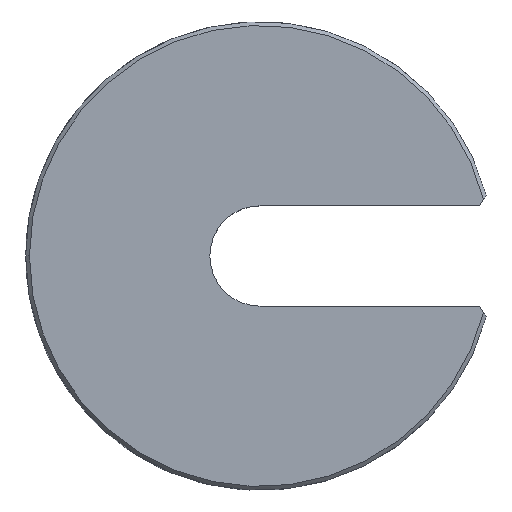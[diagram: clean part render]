
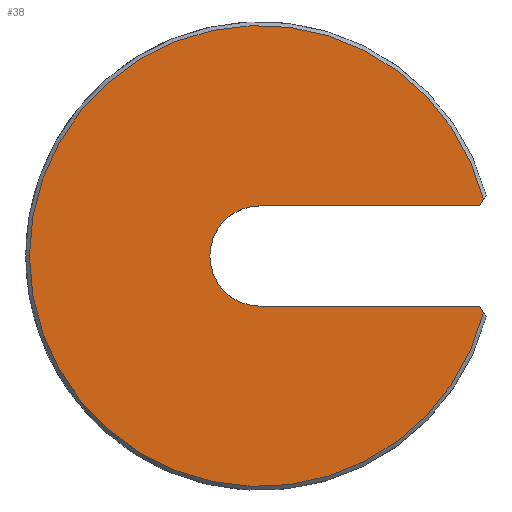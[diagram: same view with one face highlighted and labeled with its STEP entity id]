
A CAD part, top view. The second image highlights one B-rep face of the part: STEP entity #38.
In plain terms, the highlighted planar face has unit normal (0, 0, 1).
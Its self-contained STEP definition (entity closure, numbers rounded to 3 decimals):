
#3 = ORIENTED_EDGE ( 'NONE', *, *, #50, .T. ) ;
#24 = VERTEX_POINT ( 'NONE', #155 ) ;
#31 = EDGE_LOOP ( 'NONE', ( #40, #44, #43, #89, #3, #55, #54 ) ) ;
#38 = ADVANCED_FACE ( 'NONE', ( #206 ), #135, .T. ) ;
#39 = VERTEX_POINT ( 'NONE', #241 ) ;
#40 = ORIENTED_EDGE ( 'NONE', *, *, #42, .F. ) ;
#41 = EDGE_CURVE ( 'NONE', #80, #83, #124, .T. ) ;
#42 = EDGE_CURVE ( 'NONE', #80, #39, #98, .T. ) ;
#43 = ORIENTED_EDGE ( 'NONE', *, *, #45, .T. ) ;
#44 = ORIENTED_EDGE ( 'NONE', *, *, #41, .T. ) ;
#45 = EDGE_CURVE ( 'NONE', #83, #72, #94, .T. ) ;
#48 = EDGE_CURVE ( 'NONE', #51, #53, #217, .T. ) ;
#50 = EDGE_CURVE ( 'NONE', #24, #53, #269, .T. ) ;
#51 = VERTEX_POINT ( 'NONE', #274 ) ;
#53 = VERTEX_POINT ( 'NONE', #270 ) ;
#54 = ORIENTED_EDGE ( 'NONE', *, *, #56, .F. ) ;
#55 = ORIENTED_EDGE ( 'NONE', *, *, #48, .F. ) ;
#56 = EDGE_CURVE ( 'NONE', #39, #51, #261, .T. ) ;
#71 = EDGE_CURVE ( 'NONE', #72, #24, #444, .T. ) ;
#72 = VERTEX_POINT ( 'NONE', #345 ) ;
#80 = VERTEX_POINT ( 'NONE', #402 ) ;
#83 = VERTEX_POINT ( 'NONE', #458 ) ;
#89 = ORIENTED_EDGE ( 'NONE', *, *, #71, .T. ) ;
#92 = DIRECTION ( 'NONE',  ( 0., 0., 1. ) ) ;
#94 = CIRCLE ( 'NONE', #201, 31. ) ;
#95 = DIRECTION ( 'NONE',  ( -1., 0., 0. ) ) ;
#96 = VECTOR ( 'NONE', #95, 1000. ) ;
#97 = CARTESIAN_POINT ( 'NONE',  ( 0., 6.747, 0. ) ) ;
#98 = LINE ( 'NONE', #97, #96 ) ;
#99 = DIRECTION ( 'NONE',  ( 0.539, 0.842, 0. ) ) ;
#100 = VECTOR ( 'NONE', #99, 1000. ) ;
#101 = CARTESIAN_POINT ( 'NONE',  ( 17.865, -11.439, 0. ) ) ;
#124 = LINE ( 'NONE', #101, #100 ) ;
#130 = AXIS2_PLACEMENT_3D ( 'NONE', #240, #239, #238 ) ;
#131 = CARTESIAN_POINT ( 'NONE',  ( 0., 0., 0. ) ) ;
#135 = PLANE ( 'NONE',  #130 ) ;
#155 = CARTESIAN_POINT ( 'NONE',  ( 30.054, -7.598, 0. ) ) ;
#201 = AXIS2_PLACEMENT_3D ( 'NONE', #131, #92, #260 ) ;
#206 = FACE_OUTER_BOUND ( 'NONE', #31, .T. ) ;
#217 = LINE ( 'NONE', #278, #277 ) ;
#236 = DIRECTION ( 'NONE',  ( 1., 0., 0. ) ) ;
#237 = DIRECTION ( 'NONE',  ( 0., 0., 1. ) ) ;
#238 = DIRECTION ( 'NONE',  ( 1., 0., 0. ) ) ;
#239 = DIRECTION ( 'NONE',  ( 0., 0., 1. ) ) ;
#240 = CARTESIAN_POINT ( 'NONE',  ( 0., 0., 0. ) ) ;
#241 = CARTESIAN_POINT ( 'NONE',  ( 0., 6.747, 0. ) ) ;
#260 = DIRECTION ( 'NONE',  ( 1., 0., 0. ) ) ;
#261 = CIRCLE ( 'NONE', #264, 6.747 ) ;
#264 = AXIS2_PLACEMENT_3D ( 'NONE', #265, #237, #236 ) ;
#265 = CARTESIAN_POINT ( 'NONE',  ( 0., 0., 0. ) ) ;
#266 = DIRECTION ( 'NONE',  ( -0.539, 0.842, 0. ) ) ;
#267 = VECTOR ( 'NONE', #266, 1000. ) ;
#268 = CARTESIAN_POINT ( 'NONE',  ( 17.865, 11.439, 0. ) ) ;
#269 = LINE ( 'NONE', #268, #267 ) ;
#270 = CARTESIAN_POINT ( 'NONE',  ( 29.51, -6.747, 0. ) ) ;
#274 = CARTESIAN_POINT ( 'NONE',  ( 0., -6.747, 0. ) ) ;
#276 = DIRECTION ( 'NONE',  ( 1., 0., 0. ) ) ;
#277 = VECTOR ( 'NONE', #276, 1000. ) ;
#278 = CARTESIAN_POINT ( 'NONE',  ( 31.5, -6.747, 0. ) ) ;
#331 = AXIS2_PLACEMENT_3D ( 'NONE', #435, #434, #433 ) ;
#345 = CARTESIAN_POINT ( 'NONE',  ( -31., 0., 0. ) ) ;
#402 = CARTESIAN_POINT ( 'NONE',  ( 29.51, 6.747, 0. ) ) ;
#433 = DIRECTION ( 'NONE',  ( 1., 0., 0. ) ) ;
#434 = DIRECTION ( 'NONE',  ( 0., 0., 1. ) ) ;
#435 = CARTESIAN_POINT ( 'NONE',  ( 0., 0., 0. ) ) ;
#444 = CIRCLE ( 'NONE', #331, 31. ) ;
#458 = CARTESIAN_POINT ( 'NONE',  ( 30.054, 7.598, 0. ) ) ;
